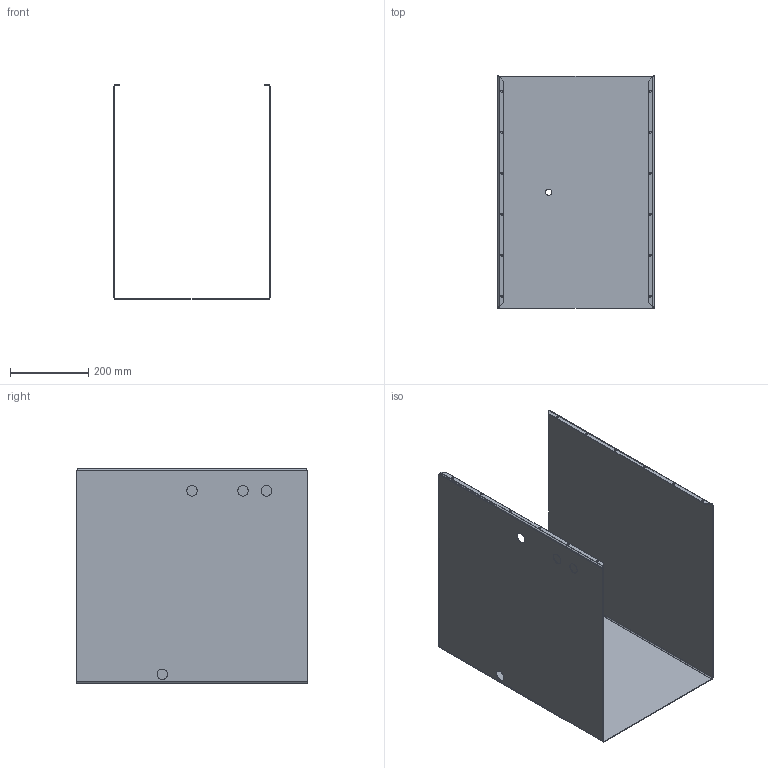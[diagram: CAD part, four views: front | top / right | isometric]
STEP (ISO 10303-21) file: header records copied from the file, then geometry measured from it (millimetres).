
FILE_DESCRIPTION (( 'STEP AP203' ), '1' );
FILE_NAME ('1310-40.00-00-Pos1.STEP', '2014-01-16T13:43:43', ( 'MB-Mischke' ), ( '' ), 'SwSTEP 2.0', 'SolidWorks 2014', '' );
FILE_SCHEMA (( 'CONFIG_CONTROL_DESIGN' ));
Length unit declared in the file: millimetre
Products named in the file (1): 1310-40.00-00-Pos1
Bounding box: 400 x 594 x 550 mm (x, y, z)
Volume: 1794464.5 mm3; surface area: 1822934.9 mm2
Topology: 9 solids, 9 shells, 88 faces, 210 edges, 140 vertices
Faces by surface type: plane 46, cylinder 42
Entity records: 2707 total; most frequent: DIRECTION 472, CARTESIAN_POINT 439, ORIENTED_EDGE 420, EDGE_CURVE 210, AXIS2_PLACEMENT_3D 173, VERTEX_POINT 140, VECTOR 126, LINE 126
